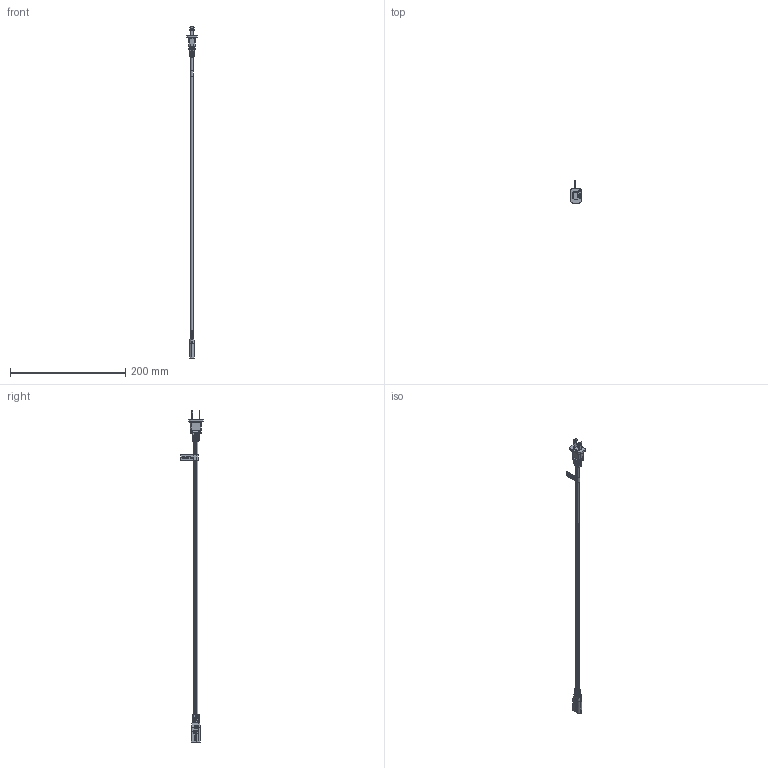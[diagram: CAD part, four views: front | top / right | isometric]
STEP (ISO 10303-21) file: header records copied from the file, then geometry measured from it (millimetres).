
FILE_DESCRIPTION (( 'STEP AP203' ), '1' );
FILE_NAME ('11-00012.step', '2016-09-15T22:42:01', ( '' ), ( '' ), 'SwSTEP 2.0', 'SolidWorks 2015', '' );
FILE_SCHEMA (( 'CONFIG_CONTROL_DESIGN' ));
Length unit declared in the file: millimetre
Products named in the file (4): tly-1p; TLY-53; 30-00246 with 10A label; 11-00012
Assembly tree (3 placements, depth 2):
  11-00012
    tly-1p
    TLY-53
    30-00246 with 10A label
Bounding box: 18.8 x 38.73 x 576.1 mm (x, y, z)
Volume: 22618.3 mm3; surface area: 24856.2 mm2
Topology: 7 solids, 7 shells, 1543 faces, 4332 edges, 2858 vertices
Faces by surface type: plane 1154, bspline 223, cylinder 160, cone 6
Entity records: 60131 total; most frequent: CARTESIAN_POINT 21575, ORIENTED_EDGE 8632, DIRECTION 6688, EDGE_CURVE 4316, VECTOR 3500, LINE 3500, VERTEX_POINT 2858, EDGE_LOOP 1646
